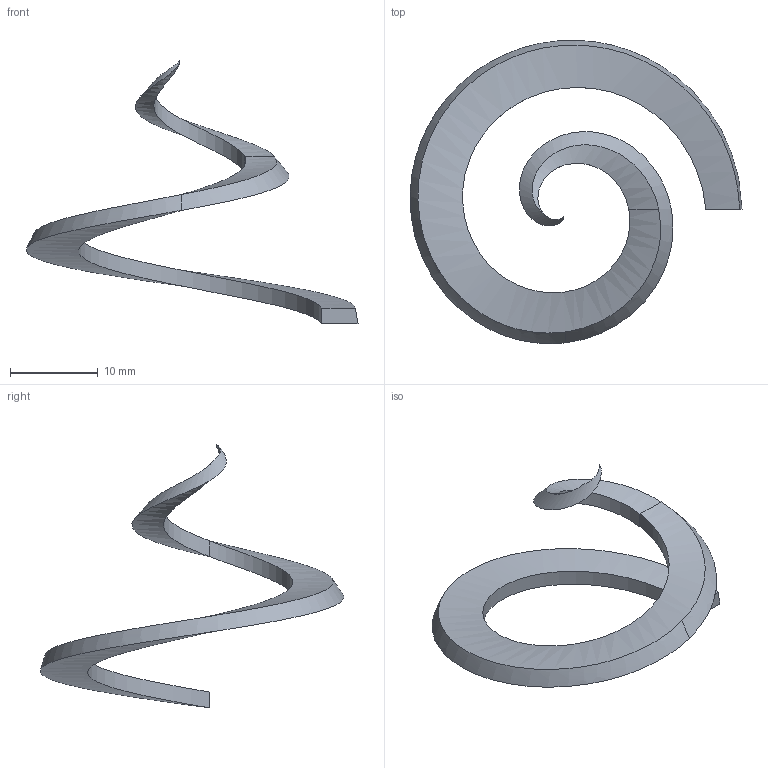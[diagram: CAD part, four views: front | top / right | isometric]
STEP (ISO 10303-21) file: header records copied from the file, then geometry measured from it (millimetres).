
FILE_DESCRIPTION(('FreeCAD Model'),'2;1');
FILE_NAME('Open CASCADE Shape Model','2024-05-12T09:30:58',('Author'),( ''),'Open CASCADE STEP processor 7.6','FreeCAD','Unknown');
FILE_SCHEMA(('AUTOMOTIVE_DESIGN { 1 0 10303 214 1 1 1 1 }'));
Length unit declared in the file: millimetre
Products named in the file (2): Nose-Helix; Body083
Assembly tree (1 placements, depth 2):
  Nose-Helix
    Body083
Bounding box: 37.8 x 34.57 x 30.02 mm (x, y, z)
Volume: 916.9 mm3; surface area: 1495.9 mm2
Topology: 1 solids, 1 shells, 10 faces, 22 edges, 14 vertices
Faces by surface type: bspline 6, plane 2, revolution 2
Entity records: 1255 total; most frequent: CARTESIAN_POINT 1049, ORIENTED_EDGE 44, EDGE_CURVE 22, B_SPLINE_CURVE_WITH_KNOTS 21, VERTEX_POINT 14, DIRECTION 13, ADVANCED_FACE 10, FACE_BOUND 10
